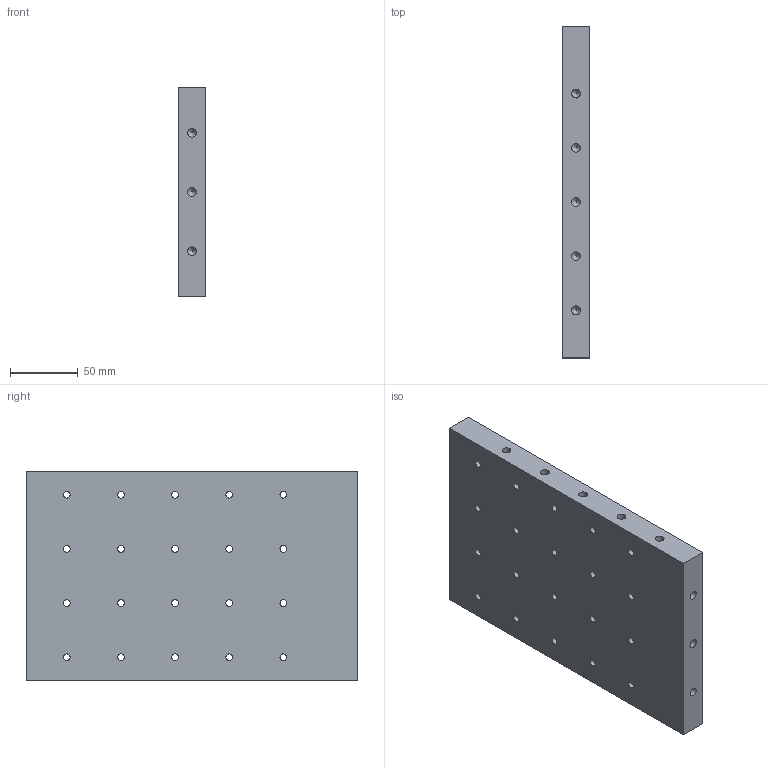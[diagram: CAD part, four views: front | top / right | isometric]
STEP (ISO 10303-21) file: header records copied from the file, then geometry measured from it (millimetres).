
FILE_DESCRIPTION(('FreeCAD Model'),'2;1');
FILE_NAME('Open CASCADE Shape Model','2025-03-02T12:12:10',(''),(''), 'Open CASCADE STEP processor 7.8','FreeCAD','Unknown');
FILE_SCHEMA(('AUTOMOTIVE_DESIGN { 1 0 10303 214 1 1 1 1 }'));
Length unit declared in the file: millimetre
Products named in the file (1): MoldSide
Bounding box: 20 x 245 x 155 mm (x, y, z)
Volume: 734579.7 mm3; surface area: 104999.8 mm2
Topology: 1 solids, 1 shells, 98 faces, 212 edges, 136 vertices
Faces by surface type: cylinder 56, plane 26, cone 16
Full cylindrical faces by diameter (mm): 5 x20, 6.4 x16, 9 x20
Entity records: 5500 total; most frequent: CARTESIAN_POINT 1279, DIRECTION 822, ORIENTED_EDGE 392, PCURVE 392, DEFINITIONAL_REPRESENTATION 392, LINE 380, VECTOR 380, AXIS2_PLACEMENT_3D 211
